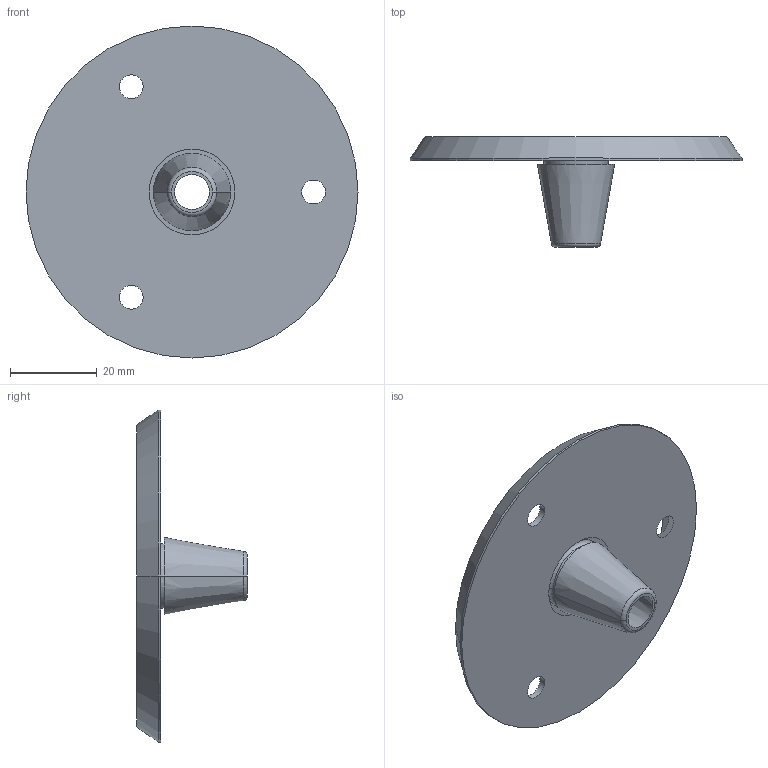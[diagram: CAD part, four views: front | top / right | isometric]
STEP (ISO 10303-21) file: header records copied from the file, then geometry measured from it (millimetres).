
FILE_DESCRIPTION((''),'2;1');
FILE_NAME('035043_SW0002','2015-06-03T',('tesi'),(''),'PRO/ENGINEER BY PARAMETRIC TECHNOLOGY CORPORATION, 2012480','PRO/ENGINEER BY PARAMETRIC TECHNOLOGY CORPORATION, 2012480','');
FILE_SCHEMA(('CONFIG_CONTROL_DESIGN'));
Length unit declared in the file: millimetre
Products named in the file (1): 035043_SW0002
Bounding box: 76.5 x 25.5 x 76.5 mm (x, y, z)
Surface area: 12271.4 mm2 (no closed solid volume)
Topology: 0 solids, 13 shells, 34 faces, 664 edges, 646 vertices
Faces by surface type: plane 16, cone 8, cylinder 6, torus 4
Entity records: 5724 total; most frequent: CARTESIAN_POINT 1344, DIRECTION 774, ORIENTED_EDGE 708, EDGE_CURVE 664, VERTEX_POINT 646, VECTOR 622, LINE 622, AXIS2_PLACEMENT_3D 76
